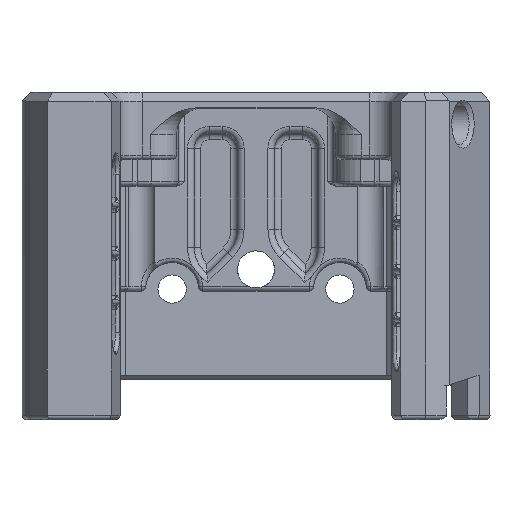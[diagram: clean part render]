
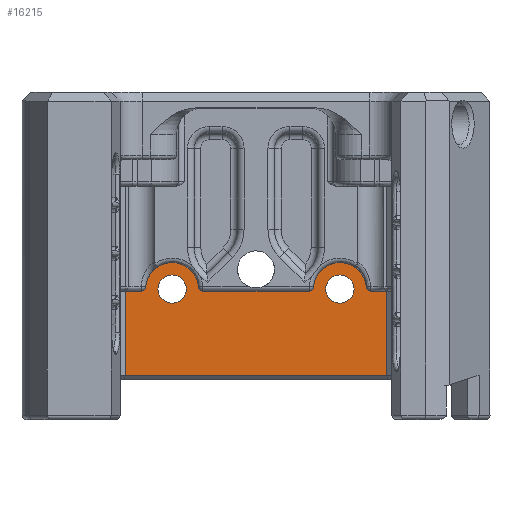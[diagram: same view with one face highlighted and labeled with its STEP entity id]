
A CAD part, front view. The second image highlights one B-rep face of the part: STEP entity #16215.
In plain terms, the highlighted planar face has unit normal (0, -1, 0).
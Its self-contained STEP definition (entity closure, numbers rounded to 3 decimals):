
#1125=FACE_BOUND('',#3654,.T.);
#1126=FACE_BOUND('',#3655,.T.);
#1692=CIRCLE('',#17485,0.5);
#1693=CIRCLE('',#17486,3.);
#1694=CIRCLE('',#17487,0.5);
#1695=CIRCLE('',#17488,0.5);
#1696=CIRCLE('',#17489,3.);
#1697=CIRCLE('',#17490,0.5);
#1698=CIRCLE('',#17491,1.6);
#1699=CIRCLE('',#17492,1.6);
#2618=FACE_OUTER_BOUND('',#3653,.T.);
#3653=EDGE_LOOP('',(#11965,#11966,#11967,#11968,#11969,#11970,#11971,#11972,
#11973,#11974,#11975,#11976));
#3654=EDGE_LOOP('',(#11977));
#3655=EDGE_LOOP('',(#11978));
#4842=LINE('',#25734,#5845);
#4874=LINE('',#26157,#5877);
#4876=LINE('',#26162,#5879);
#4877=LINE('',#26170,#5880);
#4878=LINE('',#26171,#5881);
#4879=LINE('',#26173,#5882);
#5845=VECTOR('',#20074,10.);
#5877=VECTOR('',#20184,10.);
#5879=VECTOR('',#20188,10.);
#5880=VECTOR('',#20195,10.);
#5881=VECTOR('',#20196,10.);
#5882=VECTOR('',#20197,10.);
#6972=VERTEX_POINT('',#25729);
#6973=VERTEX_POINT('',#25733);
#7013=VERTEX_POINT('',#26156);
#7014=VERTEX_POINT('',#26160);
#7015=VERTEX_POINT('',#26161);
#7016=VERTEX_POINT('',#26163);
#7017=VERTEX_POINT('',#26165);
#7018=VERTEX_POINT('',#26167);
#7019=VERTEX_POINT('',#26169);
#7020=VERTEX_POINT('',#26172);
#7021=VERTEX_POINT('',#26174);
#7022=VERTEX_POINT('',#26176);
#7023=VERTEX_POINT('',#26179);
#7024=VERTEX_POINT('',#26181);
#8750=EDGE_CURVE('',#6972,#6973,#4842,.T.);
#8820=EDGE_CURVE('',#7013,#6972,#4874,.T.);
#8822=EDGE_CURVE('',#7014,#7015,#4876,.T.);
#8823=EDGE_CURVE('',#7016,#7015,#1692,.F.);
#8824=EDGE_CURVE('',#7017,#7016,#1693,.T.);
#8825=EDGE_CURVE('',#7018,#7017,#1694,.F.);
#8826=EDGE_CURVE('',#7018,#7019,#4877,.T.);
#8827=EDGE_CURVE('',#6973,#7019,#4878,.T.);
#8828=EDGE_CURVE('',#7013,#7020,#4879,.T.);
#8829=EDGE_CURVE('',#7021,#7020,#1695,.F.);
#8830=EDGE_CURVE('',#7022,#7021,#1696,.T.);
#8831=EDGE_CURVE('',#7014,#7022,#1697,.F.);
#8832=EDGE_CURVE('',#7023,#7023,#1698,.T.);
#8833=EDGE_CURVE('',#7024,#7024,#1699,.T.);
#11965=ORIENTED_EDGE('',*,*,#8822,.T.);
#11966=ORIENTED_EDGE('',*,*,#8823,.F.);
#11967=ORIENTED_EDGE('',*,*,#8824,.F.);
#11968=ORIENTED_EDGE('',*,*,#8825,.F.);
#11969=ORIENTED_EDGE('',*,*,#8826,.T.);
#11970=ORIENTED_EDGE('',*,*,#8827,.F.);
#11971=ORIENTED_EDGE('',*,*,#8750,.F.);
#11972=ORIENTED_EDGE('',*,*,#8820,.F.);
#11973=ORIENTED_EDGE('',*,*,#8828,.T.);
#11974=ORIENTED_EDGE('',*,*,#8829,.F.);
#11975=ORIENTED_EDGE('',*,*,#8830,.F.);
#11976=ORIENTED_EDGE('',*,*,#8831,.F.);
#11977=ORIENTED_EDGE('',*,*,#8832,.T.);
#11978=ORIENTED_EDGE('',*,*,#8833,.T.);
#15791=PLANE('',#17484);
#16215=ADVANCED_FACE('',(#2618,#1125,#1126),#15791,.F.);
#17484=AXIS2_PLACEMENT_3D('',#26159,#20186,#20187);
#17485=AXIS2_PLACEMENT_3D('',#26164,#20189,#20190);
#17486=AXIS2_PLACEMENT_3D('',#26166,#20191,#20192);
#17487=AXIS2_PLACEMENT_3D('',#26168,#20193,#20194);
#17488=AXIS2_PLACEMENT_3D('',#26175,#20198,#20199);
#17489=AXIS2_PLACEMENT_3D('',#26177,#20200,#20201);
#17490=AXIS2_PLACEMENT_3D('',#26178,#20202,#20203);
#17491=AXIS2_PLACEMENT_3D('',#26180,#20204,#20205);
#17492=AXIS2_PLACEMENT_3D('',#26182,#20206,#20207);
#20074=DIRECTION('',(-1.,0.,0.));
#20184=DIRECTION('',(0.,0.,-1.));
#20186=DIRECTION('center_axis',(0.,1.,0.));
#20187=DIRECTION('ref_axis',(1.,0.,0.));
#20188=DIRECTION('',(-1.,0.,0.));
#20189=DIRECTION('center_axis',(0.,1.,0.));
#20190=DIRECTION('ref_axis',(-0.679,0.,-0.734));
#20191=DIRECTION('center_axis',(0.,1.,0.));
#20192=DIRECTION('ref_axis',(1.,0.,0.));
#20193=DIRECTION('center_axis',(0.,1.,0.));
#20194=DIRECTION('ref_axis',(0.679,0.,-0.734));
#20195=DIRECTION('',(-1.,0.,0.));
#20196=DIRECTION('',(0.,0.,1.));
#20197=DIRECTION('',(-1.,0.,0.));
#20198=DIRECTION('center_axis',(0.,1.,0.));
#20199=DIRECTION('ref_axis',(-0.679,0.,-0.734));
#20200=DIRECTION('center_axis',(0.,1.,0.));
#20201=DIRECTION('ref_axis',(1.,0.,0.));
#20202=DIRECTION('center_axis',(0.,1.,0.));
#20203=DIRECTION('ref_axis',(0.679,0.,-0.734));
#20204=DIRECTION('center_axis',(0.,1.,0.));
#20205=DIRECTION('ref_axis',(1.,0.,0.));
#20206=DIRECTION('center_axis',(0.,1.,0.));
#20207=DIRECTION('ref_axis',(1.,0.,0.));
#25729=CARTESIAN_POINT('',(14.8,-42.681,5.71));
#25733=CARTESIAN_POINT('',(-14.8,-42.681,5.71));
#25734=CARTESIAN_POINT('',(-1.2,-42.681,5.71));
#26156=CARTESIAN_POINT('',(14.8,-42.681,15.31));
#26157=CARTESIAN_POINT('',(14.8,-42.681,15.783));
#26159=CARTESIAN_POINT('Origin',(-15.4,-42.681,15.31));
#26160=CARTESIAN_POINT('',(6.011,-42.681,15.31));
#26161=CARTESIAN_POINT('',(-6.011,-42.681,15.31));
#26162=CARTESIAN_POINT('',(-7.7,-42.681,15.31));
#26163=CARTESIAN_POINT('',(-6.509,-42.681,15.771));
#26164=CARTESIAN_POINT('Origin',(-6.011,-42.681,15.81));
#26165=CARTESIAN_POINT('',(-12.491,-42.681,15.771));
#26166=CARTESIAN_POINT('Origin',(-9.5,-42.681,15.535));
#26167=CARTESIAN_POINT('',(-12.989,-42.681,15.31));
#26168=CARTESIAN_POINT('Origin',(-12.989,-42.681,15.81));
#26169=CARTESIAN_POINT('',(-14.8,-42.681,15.31));
#26170=CARTESIAN_POINT('',(-7.7,-42.681,15.31));
#26171=CARTESIAN_POINT('',(-14.8,-42.681,15.783));
#26172=CARTESIAN_POINT('',(12.989,-42.681,15.31));
#26173=CARTESIAN_POINT('',(-7.7,-42.681,15.31));
#26174=CARTESIAN_POINT('',(12.491,-42.681,15.771));
#26175=CARTESIAN_POINT('Origin',(12.989,-42.681,15.81));
#26176=CARTESIAN_POINT('',(6.509,-42.681,15.771));
#26177=CARTESIAN_POINT('Origin',(9.5,-42.681,15.535));
#26178=CARTESIAN_POINT('Origin',(6.011,-42.681,15.81));
#26179=CARTESIAN_POINT('',(-11.1,-42.681,15.535));
#26180=CARTESIAN_POINT('Origin',(-9.5,-42.681,15.535));
#26181=CARTESIAN_POINT('',(7.9,-42.681,15.535));
#26182=CARTESIAN_POINT('Origin',(9.5,-42.681,15.535));
